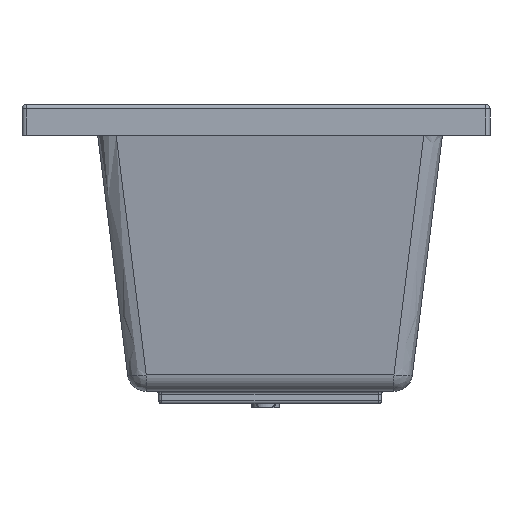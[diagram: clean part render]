
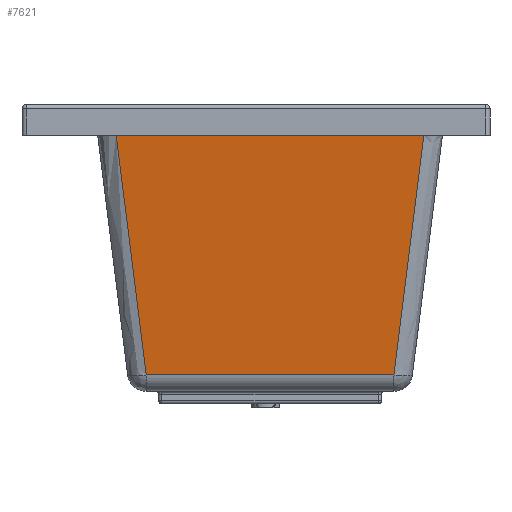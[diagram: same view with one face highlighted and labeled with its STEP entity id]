
A CAD part, left-side view. The second image highlights one B-rep face of the part: STEP entity #7621.
In plain terms, the highlighted free-form (B-spline) face has degree [1, 1] with [2, 2] control points.
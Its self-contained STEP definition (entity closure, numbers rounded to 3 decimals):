
#6226=CARTESIAN_POINT('',(1508.906,507.13,50.0));
#6227=VERTEX_POINT('',#6226);
#6251=CARTESIAN_POINT('',(1508.906,14.167,50.0));
#6252=VERTEX_POINT('',#6251);
#6253=CARTESIAN_POINT('',(1508.906,507.13,50.0));
#6254=DIRECTION('',(0.0,-1.0,0.0));
#6255=VECTOR('',#6254,492.963);
#6256=LINE('',#6253,#6255);
#6257=EDGE_CURVE('',#6227,#6252,#6256,.T.);
#7088=CARTESIAN_POINT('',(1460.941,62.132,433.721));
#7089=VERTEX_POINT('',#7088);
#7097=CARTESIAN_POINT('',(1460.941,459.165,433.721));
#7098=VERTEX_POINT('',#7097);
#7099=CARTESIAN_POINT('',(1460.941,459.165,433.721));
#7100=DIRECTION('',(0.0,-1.0,0.0));
#7101=VECTOR('',#7100,397.033);
#7102=LINE('',#7099,#7101);
#7103=EDGE_CURVE('',#7098,#7089,#7102,.T.);
#7439=CARTESIAN_POINT('',(1508.906,507.13,50.0));
#7440=DIRECTION('',(-0.123,-0.123,0.985));
#7441=VECTOR('',#7440,389.671);
#7442=LINE('',#7439,#7441);
#7443=EDGE_CURVE('',#6227,#7098,#7442,.T.);
#7556=CARTESIAN_POINT('',(1460.941,62.132,433.721));
#7557=DIRECTION('',(0.123,-0.123,-0.985));
#7558=VECTOR('',#7557,389.671);
#7559=LINE('',#7556,#7558);
#7560=EDGE_CURVE('',#7089,#6252,#7559,.T.);
#7610=CARTESIAN_POINT('',(1460.941,507.13,433.721));
#7611=CARTESIAN_POINT('',(1508.906,507.13,50.));
#7612=CARTESIAN_POINT('',(1460.941,14.167,433.721));
#7613=CARTESIAN_POINT('',(1508.906,14.167,50.));
#7614=B_SPLINE_SURFACE_WITH_KNOTS('',1,1,((#7610,#7612),(#7611,#7613)),.UNSPECIFIED.,.F.,.F.,.U.,(2,2),(2,2),(0.0,386.707),(0.0,492.963),.UNSPECIFIED.);
#7615=ORIENTED_EDGE('',*,*,#7103,.T.);
#7616=ORIENTED_EDGE('',*,*,#7560,.T.);
#7617=ORIENTED_EDGE('',*,*,#6257,.F.);
#7618=ORIENTED_EDGE('',*,*,#7443,.T.);
#7619=EDGE_LOOP('',(#7615,#7616,#7617,#7618));
#7620=FACE_OUTER_BOUND('',#7619,.T.);
#7621=ADVANCED_FACE('',(#7620),#7614,.F.);
